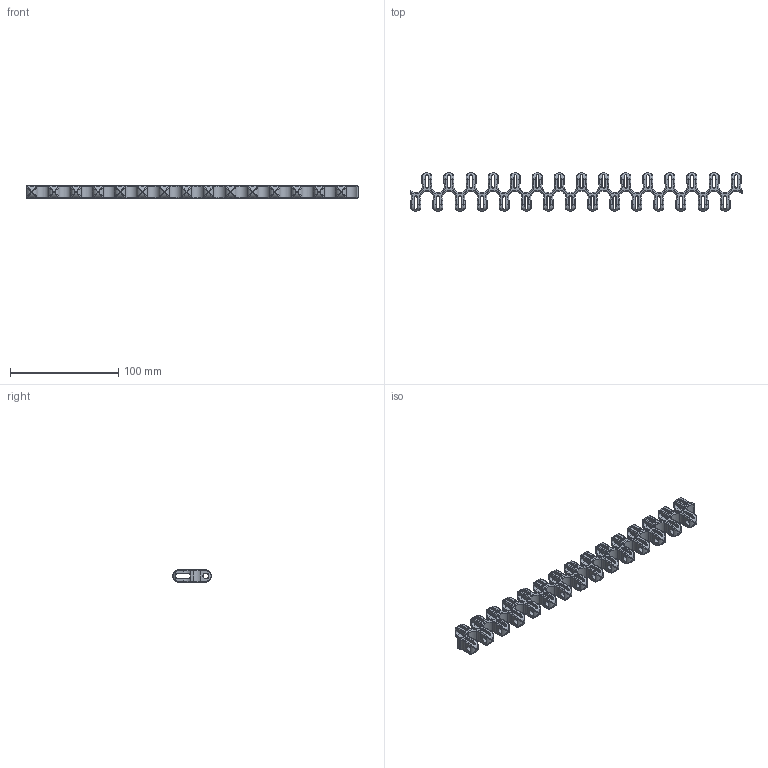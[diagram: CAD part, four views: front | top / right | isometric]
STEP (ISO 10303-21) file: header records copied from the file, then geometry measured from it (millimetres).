
FILE_DESCRIPTION( ( 'Unknown' ), '1' );
FILE_NAME( 'S101 midtmodul.stp', 'Unknown', ( 'Unknown' ), ( 'Unknown' ), 'PSStep 16.0.42', 'Unknown', ' ' );
FILE_SCHEMA( ( 'AUTOMOTIVE_DESIGN { 1 0 10303 214 1 1 1 1 }' ) );
Length unit declared in the file: millimetre
Products named in the file (1): 1
Bounding box: 307.25 x 35.73 x 11.78 mm (x, y, z)
Volume: 35007.8 mm3; surface area: 32590.3 mm2
Topology: 1 solids, 1 shells, 1270 faces, 3850 edges, 2282 vertices
Faces by surface type: cylinder 596, torus 302, plane 244, bspline 128
Full cylindrical faces by diameter (mm): 5 x30
Entity records: 90236 total; most frequent: CARTESIAN_POINT 48284, ORIENTED_EDGE 7340, DIRECTION 6126, EDGE_CURVE 3670, AXIS2_PLACEMENT_3D 2424, VERTEX_POINT 2252, FACE_OUTER_BOUND 1300, EDGE_LOOP 1300
